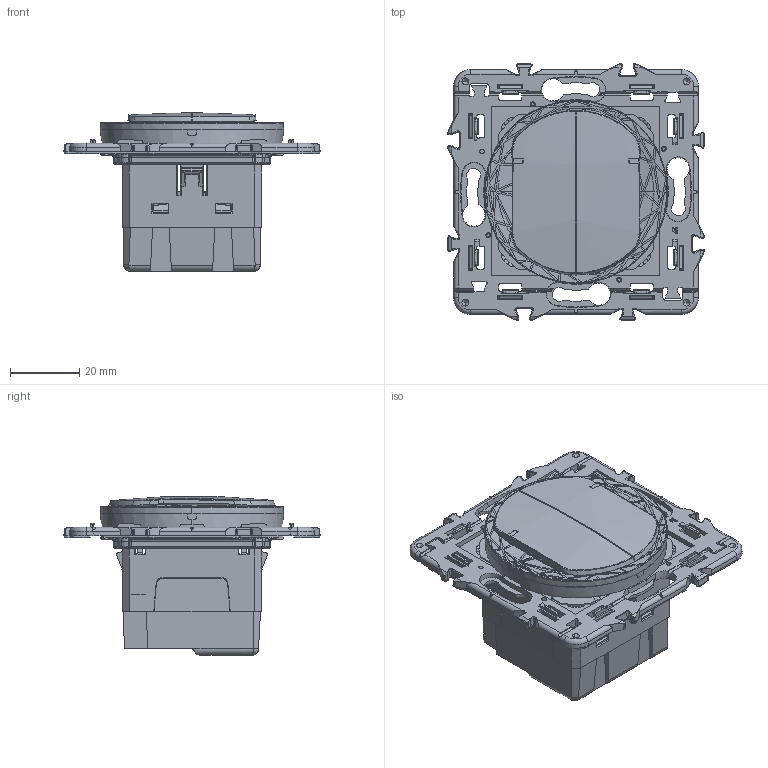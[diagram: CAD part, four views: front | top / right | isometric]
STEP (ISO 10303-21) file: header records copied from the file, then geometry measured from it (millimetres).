
FILE_DESCRIPTION(('CATIA V5 STEP Exchange','CAx-IF Rec.Pracs.--- Model Styling and Organization---1.5--- 2016-08-15','CAx-IF Rec.Pracs.---Supplemental Geometry---1.0---2011-11-01','CAx-IF Rec.Pracs.--- Composite Materials ---1.1---2010-07-15'),'2;1');
FILE_NAME('CB0416_AllCATPart.stp','2024-03-28T15:10:19+00:00',('none'),('none'),'CATIA Version 5-6 Release 2020 SP3','CATIA V5 STEP AP214 v2','none');
FILE_SCHEMA(('AUTOMOTIVE_DESIGN { 1 0 10303 214 1 1 1 1 }'));
Products named in the file (1): CB0416_AllCATPart
Bounding box: 74.15 x 74.15 x 45.95 mm (x, y, z)
Volume: 27776.1 mm3; surface area: 44146.3 mm2
Topology: 9 solids, 13 shells, 5215 faces, 15577 edges, 10377 vertices
Faces by surface type: plane 3058, cylinder 993, bspline 330, extrusion 273, cone 256, torus 154, sphere 120, revolution 31
Entity records: 202681 total; most frequent: CARTESIAN_POINT 77163, ORIENTED_EDGE 30914, DIRECTION 18071, EDGE_CURVE 15457, VERTEX_POINT 10377, VECTOR 8658, LINE 8385, AXIS2_PLACEMENT_3D 5695
